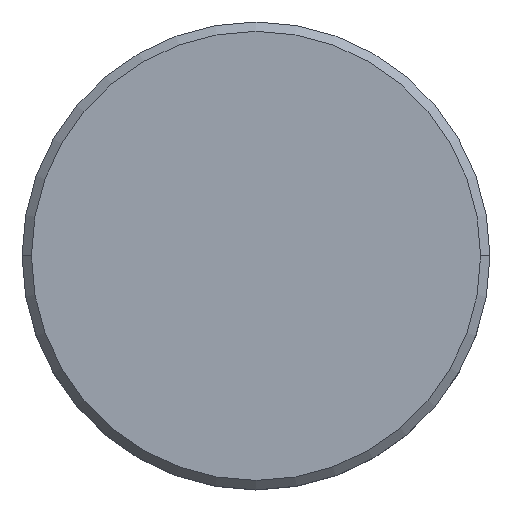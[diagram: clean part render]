
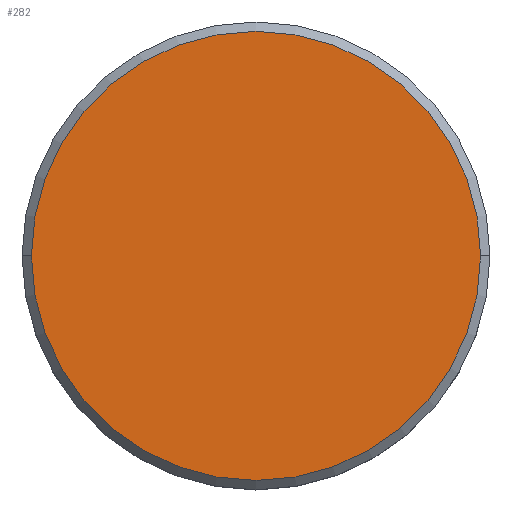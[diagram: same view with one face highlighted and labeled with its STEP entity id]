
A CAD part, top view. The second image highlights one B-rep face of the part: STEP entity #282.
In plain terms, the highlighted planar face has unit normal (0, 0, 1).
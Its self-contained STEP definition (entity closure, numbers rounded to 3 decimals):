
#88 = VERTEX_POINT ( 'NONE', #821 ) ;
#109 = VERTEX_POINT ( 'NONE', #1108 ) ;
#123 = AXIS2_PLACEMENT_3D ( 'NONE', #740, #490, #1018 ) ;
#140 = CIRCLE ( 'NONE', #470, 12. ) ;
#155 = CARTESIAN_POINT ( 'NONE',  ( 0., 0., 0. ) ) ;
#223 = CARTESIAN_POINT ( 'NONE',  ( 0., 0., 0. ) ) ;
#253 = EDGE_LOOP ( 'NONE', ( #1119, #1101 ) ) ;
#282 = ADVANCED_FACE ( 'NONE', ( #944 ), #327, .T. ) ;
#327 = PLANE ( 'NONE',  #539 ) ;
#332 = DIRECTION ( 'NONE',  ( 1., 0., 0. ) ) ;
#461 = EDGE_CURVE ( 'NONE', #88, #109, #140, .T. ) ;
#470 = AXIS2_PLACEMENT_3D ( 'NONE', #223, #1089, #909 ) ;
#490 = DIRECTION ( 'NONE',  ( 0., 0., 1. ) ) ;
#539 = AXIS2_PLACEMENT_3D ( 'NONE', #155, #853, #332 ) ;
#740 = CARTESIAN_POINT ( 'NONE',  ( 0., 0., 0. ) ) ;
#777 = EDGE_CURVE ( 'NONE', #109, #88, #1107, .T. ) ;
#821 = CARTESIAN_POINT ( 'NONE',  ( 12., 0., 0. ) ) ;
#853 = DIRECTION ( 'NONE',  ( 0., 0., 1. ) ) ;
#909 = DIRECTION ( 'NONE',  ( 1., 0., 0. ) ) ;
#944 = FACE_OUTER_BOUND ( 'NONE', #253, .T. ) ;
#1018 = DIRECTION ( 'NONE',  ( 1., 0., 0. ) ) ;
#1089 = DIRECTION ( 'NONE',  ( 0., 0., 1. ) ) ;
#1101 = ORIENTED_EDGE ( 'NONE', *, *, #461, .T. ) ;
#1107 = CIRCLE ( 'NONE', #123, 12. ) ;
#1108 = CARTESIAN_POINT ( 'NONE',  ( -12., 0., 0. ) ) ;
#1119 = ORIENTED_EDGE ( 'NONE', *, *, #777, .T. ) ;
